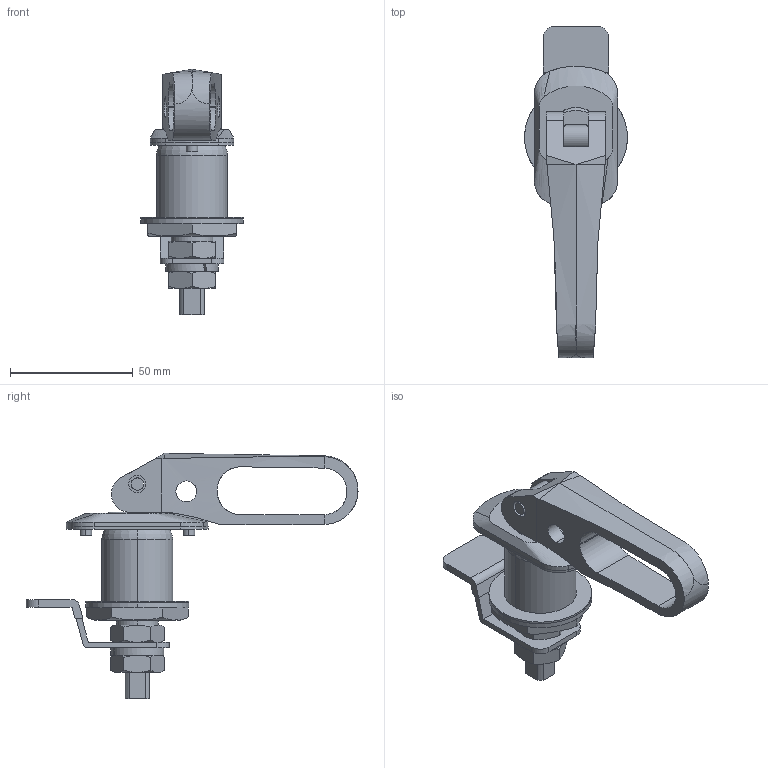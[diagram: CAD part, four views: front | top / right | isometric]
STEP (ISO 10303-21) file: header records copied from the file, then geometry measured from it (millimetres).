
FILE_DESCRIPTION (( 'STEP AP203' ), '1' );
FILE_NAME ('A-201-A-3.STEP', '2021-08-31T08:06:26', ( '' ), ( '' ), 'SwSTEP 2.0', 'SolidWorks 2018', '' );
FILE_SCHEMA (( 'CONFIG_CONTROL_DESIGN' ));
Length unit declared in the file: millimetre
Products named in the file (13): A-201-A_cam_; A-201-A_hex nut__M12ナット(鉄)3種_呼び径基準; A-201-A_body packing_; A-201-A_base_; A-201-A-2¥3_choubnut__A-201-A-3ƒ`ƒ…ƒEƒuƒiƒbƒg; A-201-A_spring Washer_; A-201-A_axis_; A-201-A_handle_; A-201-A_handle pin_; A-201-A-3; A-201-A_packing_; A-201-A-2･3_clasp__A-201-A-3; A-201-A_washer_
Assembly tree (13 placements, depth 2):
  A-201-A-3
    A-201-A_base_
    A-201-A_handle_
    A-201-A_axis_
    A-201-A_cam_
    A-201-A_handle pin_
    A-201-A-2¥3_choubnut__A-201-A-3ƒ`ƒ…ƒEƒuƒiƒbƒg
    A-201-A_packing_
    A-201-A_washer_
    A-201-A_body packing_
    A-201-A_hex nut__M12ナット(鉄)3種_呼び径基準  x2
    A-201-A-2･3_clasp__A-201-A-3
    A-201-A_spring Washer_
Bounding box: 42 x 135.39 x 100 mm (x, y, z)
Volume: 68264.7 mm3; surface area: 46966.5 mm2
Topology: 13 solids, 13 shells, 329 faces, 804 edges, 511 vertices
Faces by surface type: plane 135, cylinder 134, cone 43, torus 12, bspline 5
Entity records: 11844 total; most frequent: CARTESIAN_POINT 3187, DIRECTION 1544, ORIENTED_EDGE 1496, EDGE_CURVE 748, AXIS2_PLACEMENT_3D 593, VERTEX_POINT 479, VECTOR 358, LINE 358
